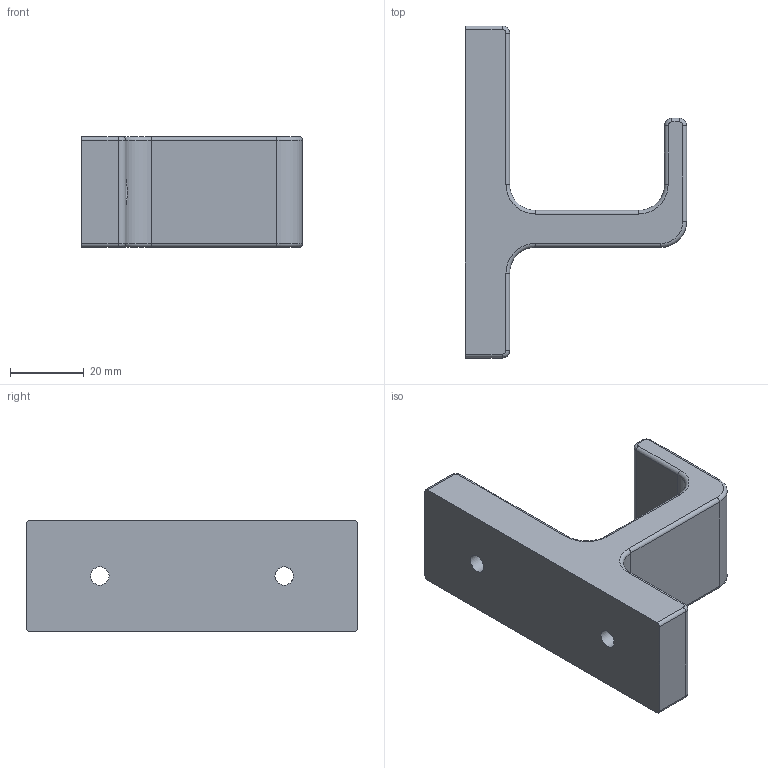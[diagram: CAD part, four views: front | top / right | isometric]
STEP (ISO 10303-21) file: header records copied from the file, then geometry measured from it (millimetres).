
FILE_DESCRIPTION(/* description */ (''),/* implementation_level */ '2;1');
FILE_NAME(/* name */ 'Uchwyt do kabli.step',/* time_stamp */ '2022-08-05T17:22:58+02:00',/* author */ (''),/* organization */ (''),/* preprocessor_version */ 'ST-DEVELOPER v19',/* originating_system */ 'Autodesk Translation Framework v11.7.0.108',/* authorisation */ '');
FILE_SCHEMA (('AUTOMOTIVE_DESIGN { 1 0 10303 214 3 1 1 }'));
Length unit declared in the file: millimetre
Products named in the file (1): Trzymak do kabli w listwie
Bounding box: 60 x 90 x 30 mm (x, y, z)
Volume: 51055.8 mm3; surface area: 13548.3 mm2
Topology: 1 solids, 1 shells, 59 faces, 139 edges, 81 vertices
Faces by surface type: cylinder 28, plane 12, bspline 9, torus 8, cone 2
Full cylindrical faces by diameter (mm): 5 x2
Entity records: 1793 total; most frequent: CARTESIAN_POINT 383, DIRECTION 314, ORIENTED_EDGE 278, EDGE_CURVE 139, AXIS2_PLACEMENT_3D 126, VERTEX_POINT 81, CIRCLE 75, EDGE_LOOP 62
